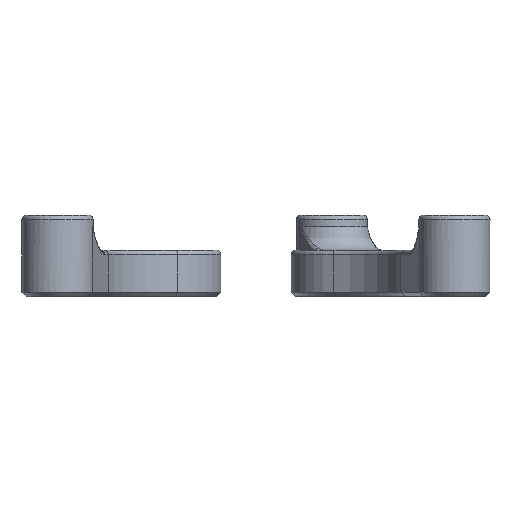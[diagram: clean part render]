
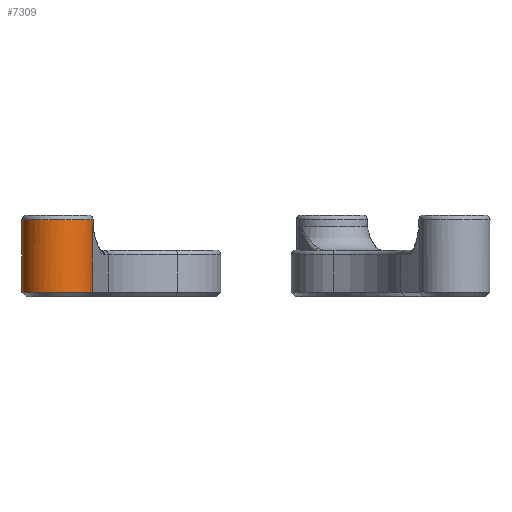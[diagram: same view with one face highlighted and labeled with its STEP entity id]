
A CAD part, front view. The second image highlights one B-rep face of the part: STEP entity #7309.
In plain terms, the highlighted cylindrical face has radius 3.05 mm (diameter 6.1 mm), a full revolution.
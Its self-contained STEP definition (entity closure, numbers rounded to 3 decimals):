
#49=CYLINDRICAL_SURFACE('',#7755,3.05);
#168=CIRCLE('',#7746,3.05);
#169=CIRCLE('',#7747,3.05);
#172=CIRCLE('',#7756,3.05);
#173=CIRCLE('',#7757,3.05);
#815=FACE_OUTER_BOUND('',#1268,.T.);
#1268=EDGE_LOOP('',(#5607,#5608,#5609,#5610,#5611,#5612,#5613,#5614));
#1884=LINE('',#11529,#2588);
#1887=LINE('',#11545,#2591);
#1888=LINE('',#11547,#2592);
#2588=VECTOR('',#8740,10.);
#2591=VECTOR('',#8747,3.05);
#2592=VECTOR('',#8748,10.);
#3278=VERTEX_POINT('',#11500);
#3280=VERTEX_POINT('',#11508);
#3281=VERTEX_POINT('',#11510);
#3285=VERTEX_POINT('',#11528);
#3288=VERTEX_POINT('',#11543);
#3289=VERTEX_POINT('',#11546);
#4108=EDGE_CURVE('',#3278,#3280,#168,.T.);
#4109=EDGE_CURVE('',#3280,#3281,#169,.T.);
#4118=EDGE_CURVE('',#3281,#3285,#1884,.T.);
#4122=EDGE_CURVE('',#3288,#3288,#172,.T.);
#4123=EDGE_CURVE('',#3288,#3280,#1887,.T.);
#4124=EDGE_CURVE('',#3278,#3289,#1888,.T.);
#4125=EDGE_CURVE('',#3285,#3289,#173,.T.);
#5607=ORIENTED_EDGE('',*,*,#4122,.F.);
#5608=ORIENTED_EDGE('',*,*,#4123,.T.);
#5609=ORIENTED_EDGE('',*,*,#4108,.F.);
#5610=ORIENTED_EDGE('',*,*,#4124,.T.);
#5611=ORIENTED_EDGE('',*,*,#4125,.F.);
#5612=ORIENTED_EDGE('',*,*,#4118,.F.);
#5613=ORIENTED_EDGE('',*,*,#4109,.F.);
#5614=ORIENTED_EDGE('',*,*,#4123,.F.);
#7309=ADVANCED_FACE('',(#815),#49,.T.);
#7746=AXIS2_PLACEMENT_3D('',#11509,#8716,#8717);
#7747=AXIS2_PLACEMENT_3D('',#11511,#8718,#8719);
#7755=AXIS2_PLACEMENT_3D('',#11542,#8743,#8744);
#7756=AXIS2_PLACEMENT_3D('',#11544,#8745,#8746);
#7757=AXIS2_PLACEMENT_3D('',#11548,#8749,#8750);
#8716=DIRECTION('center_axis',(0.,0.,-1.));
#8717=DIRECTION('ref_axis',(-1.,0.,0.));
#8718=DIRECTION('center_axis',(0.,0.,-1.));
#8719=DIRECTION('ref_axis',(-1.,0.,0.));
#8740=DIRECTION('',(0.,0.,1.));
#8743=DIRECTION('center_axis',(0.,0.,1.));
#8744=DIRECTION('ref_axis',(1.,0.,0.));
#8745=DIRECTION('center_axis',(0.,0.,1.));
#8746=DIRECTION('ref_axis',(1.,0.,0.));
#8747=DIRECTION('',(0.,0.,-1.));
#8748=DIRECTION('',(0.,0.,1.));
#8749=DIRECTION('center_axis',(0.,0.,-1.));
#8750=DIRECTION('ref_axis',(0.253,0.968,0.));
#11500=CARTESIAN_POINT('',(67.553,-6.105,0.4));
#11508=CARTESIAN_POINT('',(61.552,-5.334,0.4));
#11509=CARTESIAN_POINT('Origin',(64.602,-5.334,0.4));
#11510=CARTESIAN_POINT('',(61.65,-4.564,0.4));
#11511=CARTESIAN_POINT('Origin',(64.602,-5.334,0.4));
#11528=CARTESIAN_POINT('',(61.65,-4.564,6.));
#11529=CARTESIAN_POINT('',(61.65,-4.564,0.));
#11542=CARTESIAN_POINT('Origin',(64.602,-5.334,0.));
#11543=CARTESIAN_POINT('',(61.552,-5.334,6.6));
#11544=CARTESIAN_POINT('Origin',(64.602,-5.334,6.6));
#11545=CARTESIAN_POINT('',(61.552,-5.334,0.));
#11546=CARTESIAN_POINT('',(67.553,-6.105,6.));
#11547=CARTESIAN_POINT('',(67.553,-6.105,0.));
#11548=CARTESIAN_POINT('Origin',(64.602,-5.334,6.));
